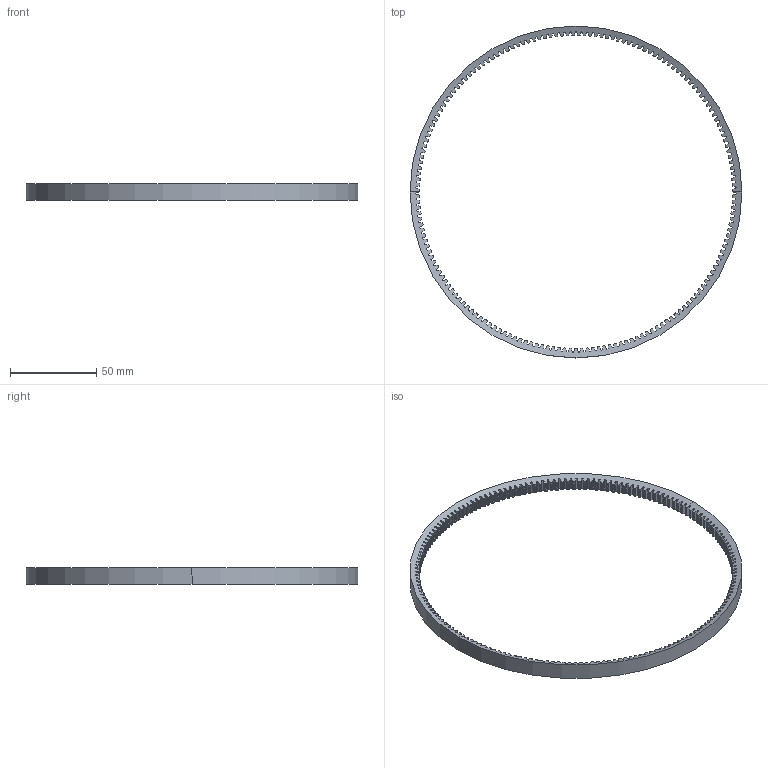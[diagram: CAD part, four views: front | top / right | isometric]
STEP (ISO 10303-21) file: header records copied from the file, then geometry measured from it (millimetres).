
FILE_DESCRIPTION (( 'STEP AP214' ), '1' );
FILE_NAME ('23.8IN_COGGED_6190K26_V-Belt.STEP', '2024-01-17T17:53:55', ( '' ), ( '' ), 'SwSTEP 2.0', 'SolidWorks 2022', '' );
FILE_SCHEMA (( 'AUTOMOTIVE_DESIGN' ));
Length unit declared in the file: inch
Products named in the file (1): 23.8IN_COGGED_6190K26_V-Belt
Bounding box: 192.42 x 192.42 x 9.53 mm (x, y, z)
Volume: 21042.4 mm3; surface area: 18530.6 mm2
Topology: 1 solids, 1 shells, 1201 faces, 3599 edges, 2398 vertices
Faces by surface type: cylinder 847, plane 350, cone 4
Entity records: 45361 total; most frequent: CARTESIAN_POINT 16649, ORIENTED_EDGE 7198, DIRECTION 4313, EDGE_CURVE 3599, VERTEX_POINT 2398, B_SPLINE_CURVE_WITH_KNOTS 2044, AXIS2_PLACEMENT_3D 1556, VECTOR 1201
